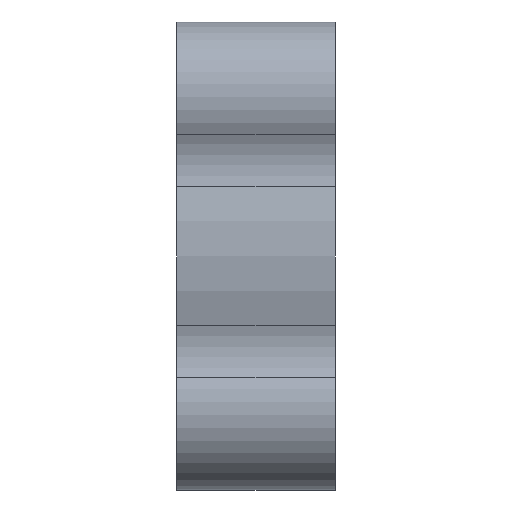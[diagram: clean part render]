
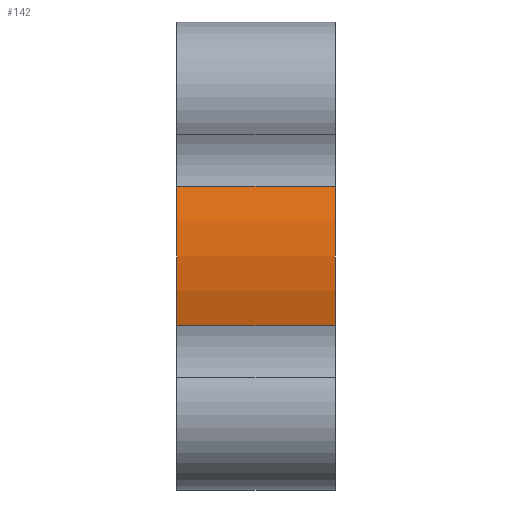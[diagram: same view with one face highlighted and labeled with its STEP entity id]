
A CAD part, left-side view. The second image highlights one B-rep face of the part: STEP entity #142.
In plain terms, the highlighted cylindrical face has radius 10.16 mm (diameter 20.32 mm), a partial arc.
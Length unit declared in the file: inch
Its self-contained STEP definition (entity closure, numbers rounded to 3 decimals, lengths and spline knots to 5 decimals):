
#31 = FACE_OUTER_BOUND ( 'NONE', #222, .T. ) ;
#55 = VECTOR ( 'NONE', #499, 39.37008 ) ;
#71 = AXIS2_PLACEMENT_3D ( 'NONE', #72, #769, #179 ) ;
#72 = CARTESIAN_POINT ( 'NONE',  ( 0., 0.375, 0. ) ) ;
#142 = ADVANCED_FACE ( 'NONE', ( #31 ), #498, .T. ) ;
#157 = CIRCLE ( 'NONE', #1403, 0.4 ) ;
#176 = AXIS2_PLACEMENT_3D ( 'NONE', #228, #1290, #628 ) ;
#179 = DIRECTION ( 'NONE',  ( 0., 0., 1. ) ) ;
#222 = EDGE_LOOP ( 'NONE', ( #1196, #1188, #697, #1318 ) ) ;
#228 = CARTESIAN_POINT ( 'NONE',  ( 0., 0.375, 0. ) ) ;
#238 = VERTEX_POINT ( 'NONE', #1149 ) ;
#240 = CARTESIAN_POINT ( 'NONE',  ( 0., 0.1, 0. ) ) ;
#348 = DIRECTION ( 'NONE',  ( 0., 0., 1. ) ) ;
#397 = CARTESIAN_POINT ( 'NONE',  ( -0.38128, 0.375, -0.12095 ) ) ;
#498 = CYLINDRICAL_SURFACE ( 'NONE', #176, 0.4 ) ;
#499 = DIRECTION ( 'NONE',  ( 0., 1., 0. ) ) ;
#602 = CIRCLE ( 'NONE', #71, 0.4 ) ;
#628 = DIRECTION ( 'NONE',  ( 0., 0., -1. ) ) ;
#679 = CARTESIAN_POINT ( 'NONE',  ( -0.38128, 0.375, -0.12095 ) ) ;
#697 = ORIENTED_EDGE ( 'NONE', *, *, #1063, .F. ) ;
#769 = DIRECTION ( 'NONE',  ( 0., 1., 0. ) ) ;
#778 = CARTESIAN_POINT ( 'NONE',  ( -0.38128, 0.1, 0.12095 ) ) ;
#816 = VECTOR ( 'NONE', #1226, 39.37008 ) ;
#933 = DIRECTION ( 'NONE',  ( 0., 1., 0. ) ) ;
#963 = CARTESIAN_POINT ( 'NONE',  ( -0.38128, 0.375, 0.12095 ) ) ;
#983 = CARTESIAN_POINT ( 'NONE',  ( -0.38128, 0.375, 0.12095 ) ) ;
#1022 = EDGE_CURVE ( 'NONE', #238, #1339, #157, .T. ) ;
#1058 = VERTEX_POINT ( 'NONE', #679 ) ;
#1061 = EDGE_CURVE ( 'NONE', #1339, #1137, #1177, .T. ) ;
#1063 = EDGE_CURVE ( 'NONE', #1058, #1137, #602, .T. ) ;
#1067 = EDGE_CURVE ( 'NONE', #1058, #238, #1139, .T. ) ;
#1137 = VERTEX_POINT ( 'NONE', #963 ) ;
#1139 = LINE ( 'NONE', #397, #816 ) ;
#1149 = CARTESIAN_POINT ( 'NONE',  ( -0.38128, 0.1, -0.12095 ) ) ;
#1177 = LINE ( 'NONE', #983, #55 ) ;
#1188 = ORIENTED_EDGE ( 'NONE', *, *, #1061, .T. ) ;
#1196 = ORIENTED_EDGE ( 'NONE', *, *, #1022, .T. ) ;
#1226 = DIRECTION ( 'NONE',  ( 0., -1., 0. ) ) ;
#1290 = DIRECTION ( 'NONE',  ( 0., -1., 0. ) ) ;
#1318 = ORIENTED_EDGE ( 'NONE', *, *, #1067, .T. ) ;
#1339 = VERTEX_POINT ( 'NONE', #778 ) ;
#1403 = AXIS2_PLACEMENT_3D ( 'NONE', #240, #933, #348 ) ;
